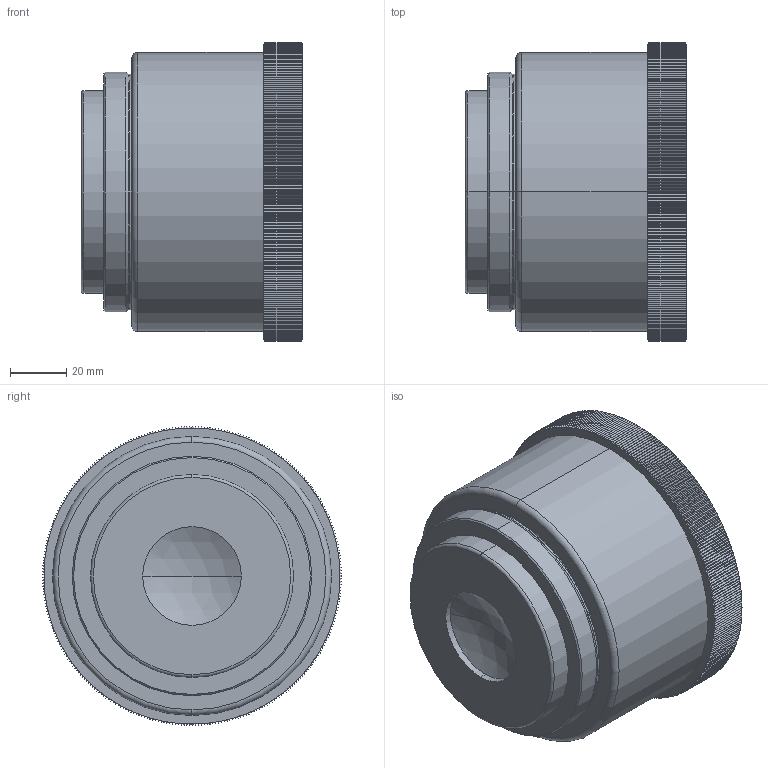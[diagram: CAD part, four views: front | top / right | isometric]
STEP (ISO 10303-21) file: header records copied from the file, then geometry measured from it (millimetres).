
FILE_DESCRIPTION (( 'STEP AP203' ), '1' );
FILE_NAME ('S4LFT4010_292.STEP', '2019-07-02T06:59:35', ( '' ), ( '' ), 'SwSTEP 2.0', 'SolidWorks 2017', '' );
FILE_SCHEMA (( 'CONFIG_CONTROL_DESIGN' ));
Length unit declared in the file: millimetre
Products named in the file (1): S4LFT4010_292
Bounding box: 78.65 x 106 x 106 mm (x, y, z)
Volume: 552579.8 mm3; surface area: 43507 mm2
Topology: 1 solids, 1 shells, 1984 faces, 4618 edges, 2641 vertices
Faces by surface type: cylinder 662, cone 656, plane 656, torus 8, sphere 2
Entity records: 56550 total; most frequent: CARTESIAN_POINT 13150, ORIENTED_EDGE 9236, DIRECTION 8959, EDGE_CURVE 4618, AXIS2_PLACEMENT_3D 3658, VERTEX_POINT 2641, EDGE_LOOP 1989, FACE_OUTER_BOUND 1984
